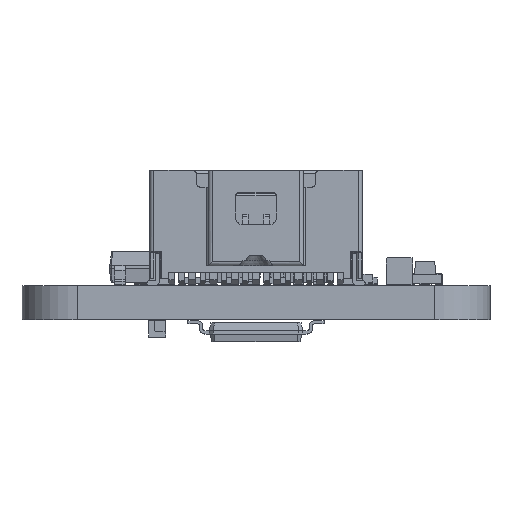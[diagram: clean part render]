
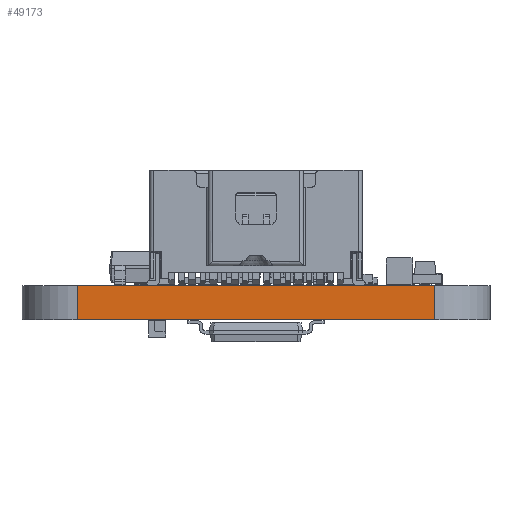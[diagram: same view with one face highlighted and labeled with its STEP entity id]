
A CAD part, front view. The second image highlights one B-rep face of the part: STEP entity #49173.
In plain terms, the highlighted planar face has unit normal (0, -1, 0).
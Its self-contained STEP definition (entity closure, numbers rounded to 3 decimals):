
#49173 = ADVANCED_FACE('',(#49174),#49208,.F.);
#49174 = FACE_BOUND('',#49175,.F.);
#49175 = EDGE_LOOP('',(#49176,#49186,#49194,#49202));
#49176 = ORIENTED_EDGE('',*,*,#49177,.T.);
#49177 = EDGE_CURVE('',#49178,#49180,#49182,.T.);
#49178 = VERTEX_POINT('',#49179);
#49179 = CARTESIAN_POINT('',(2.6,0.,0.));
#49180 = VERTEX_POINT('',#49181);
#49181 = CARTESIAN_POINT('',(2.6,0.,1.6));
#49182 = LINE('',#49183,#49184);
#49183 = CARTESIAN_POINT('',(2.6,0.,0.));
#49184 = VECTOR('',#49185,1.);
#49185 = DIRECTION('',(0.,0.,1.));
#49186 = ORIENTED_EDGE('',*,*,#49187,.T.);
#49187 = EDGE_CURVE('',#49180,#49188,#49190,.T.);
#49188 = VERTEX_POINT('',#49189);
#49189 = CARTESIAN_POINT('',(19.4,0.,1.6));
#49190 = LINE('',#49191,#49192);
#49191 = CARTESIAN_POINT('',(2.6,0.,1.6));
#49192 = VECTOR('',#49193,1.);
#49193 = DIRECTION('',(1.,0.,0.));
#49194 = ORIENTED_EDGE('',*,*,#49195,.F.);
#49195 = EDGE_CURVE('',#49196,#49188,#49198,.T.);
#49196 = VERTEX_POINT('',#49197);
#49197 = CARTESIAN_POINT('',(19.4,0.,0.));
#49198 = LINE('',#49199,#49200);
#49199 = CARTESIAN_POINT('',(19.4,0.,0.));
#49200 = VECTOR('',#49201,1.);
#49201 = DIRECTION('',(0.,0.,1.));
#49202 = ORIENTED_EDGE('',*,*,#49203,.F.);
#49203 = EDGE_CURVE('',#49178,#49196,#49204,.T.);
#49204 = LINE('',#49205,#49206);
#49205 = CARTESIAN_POINT('',(2.6,0.,0.));
#49206 = VECTOR('',#49207,1.);
#49207 = DIRECTION('',(1.,0.,0.));
#49208 = PLANE('',#49209);
#49209 = AXIS2_PLACEMENT_3D('',#49210,#49211,#49212);
#49210 = CARTESIAN_POINT('',(2.6,0.,0.));
#49211 = DIRECTION('',(0.,1.,0.));
#49212 = DIRECTION('',(1.,0.,0.));
